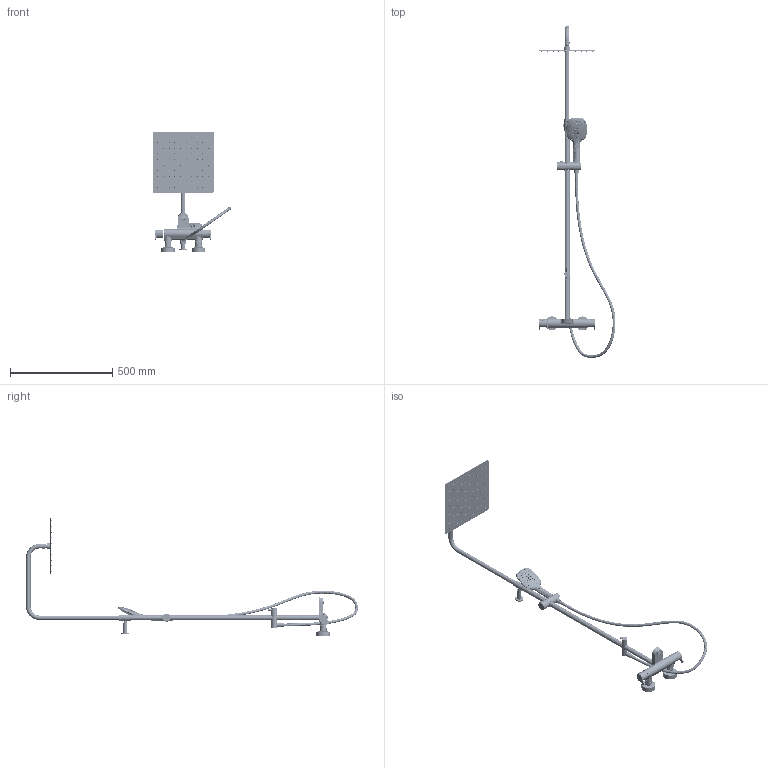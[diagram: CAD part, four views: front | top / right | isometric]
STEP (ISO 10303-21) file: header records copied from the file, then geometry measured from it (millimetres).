
FILE_DESCRIPTION (( 'STEP AP203' ), '1' );
FILE_NAME ('94CP11971.STEP', '2025-09-02T08:27:15', ( '' ), ( '' ), 'SwSTEP 2.0', 'SolidWorks 2021', '' );
FILE_SCHEMA (( 'CONFIG_CONTROL_DESIGN' ));
Products named in the file (1): 94CP11971
Bounding box: 385.97 x 1622.91 x 591.5 mm (x, y, z)
Volume: 1290898.6 mm3; surface area: 1088894.7 mm2
Topology: 138 solids, 138 shells, 6643 faces, 16429 edges, 10553 vertices
Faces by surface type: bspline 3212, plane 1475, cylinder 1452, cone 442, torus 55, sphere 7
Full cylindrical faces by diameter (mm): 1.5 x100, 1.7 x102, 2 x1, 2.3 x1, 3.1 x152, 3.3 x102, 3.6 x50, 4 x1, 4.15 x1, 4.2 x1, 4.4 x50, 4.5 x4, 4.65 x1, 4.8 x1, 5 x102, 5.5 x1, 5.8 x8, 6 x2, 6.2 x2, 7 x3, 7.5 x1, 7.8 x1, 8 x1, 8.2 x1, 8.5 x1, 8.9 x1, 9 x1, 10 x102, 10.1 x1, 10.5 x2
Entity records: 502763 total; most frequent: CARTESIAN_POINT 389495, ORIENTED_EDGE 25640, DIRECTION 13939, EDGE_CURVE 12820, EDGE_LOOP 10399, VERTEX_POINT 9533, FACE_OUTER_BOUND 8775, B_SPLINE_CURVE_WITH_KNOTS 7118
